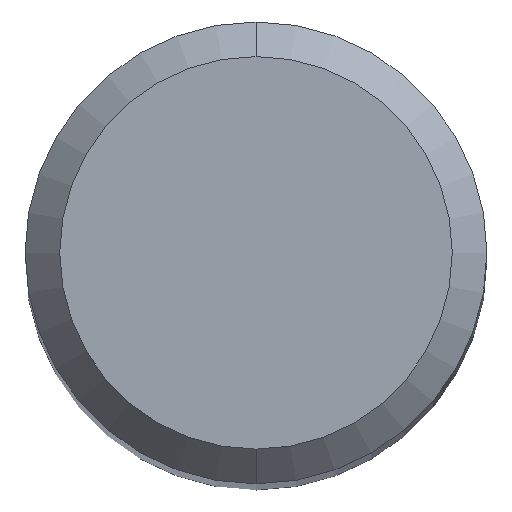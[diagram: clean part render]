
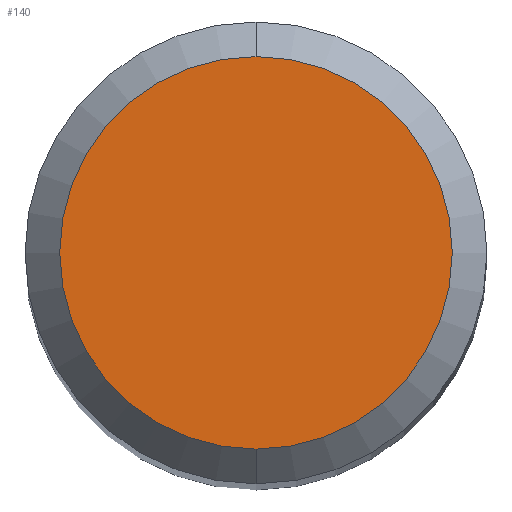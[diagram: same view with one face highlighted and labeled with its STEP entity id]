
A CAD part, top view. The second image highlights one B-rep face of the part: STEP entity #140.
In plain terms, the highlighted planar face has unit normal (0, 0, 1).
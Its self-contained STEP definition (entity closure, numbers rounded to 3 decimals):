
#140=ADVANCED_FACE('',(#302),#303,.T.);
#158=VERTEX_POINT('',#322);
#192=EDGE_CURVE('',#216,#158,#361,.T.);
#216=VERTEX_POINT('',#385);
#220=EDGE_CURVE('',#158,#216,#389,.T.);
#302=FACE_OUTER_BOUND('',#477,.T.);
#303=PLANE('',#478);
#322=CARTESIAN_POINT('',(0.,-1.7,0.0));
#361=CIRCLE('',#547,1.7);
#385=CARTESIAN_POINT('',(0.0,1.7,0.0));
#389=CIRCLE('',#586,1.7);
#477=EDGE_LOOP('',(#683,#684));
#478=AXIS2_PLACEMENT_3D('',#685,#686,#687);
#547=AXIS2_PLACEMENT_3D('',#759,#760,#761);
#586=AXIS2_PLACEMENT_3D('',#782,#783,#784);
#683=ORIENTED_EDGE('',*,*,#192,.F.);
#684=ORIENTED_EDGE('',*,*,#220,.F.);
#685=CARTESIAN_POINT('',(0.0,0.85,0.0));
#686=DIRECTION('',(-0.0,0.0,1.0));
#687=DIRECTION('',(0.0,-1.0,0.0));
#759=CARTESIAN_POINT('',(0.0,0.0,0.0));
#760=DIRECTION('',(0.0,0.0,-1.0));
#761=DIRECTION('',(0.0,1.0,0.0));
#782=CARTESIAN_POINT('',(0.0,0.0,0.0));
#783=DIRECTION('',(0.0,0.0,-1.0));
#784=DIRECTION('',(0.0,1.0,0.0));
